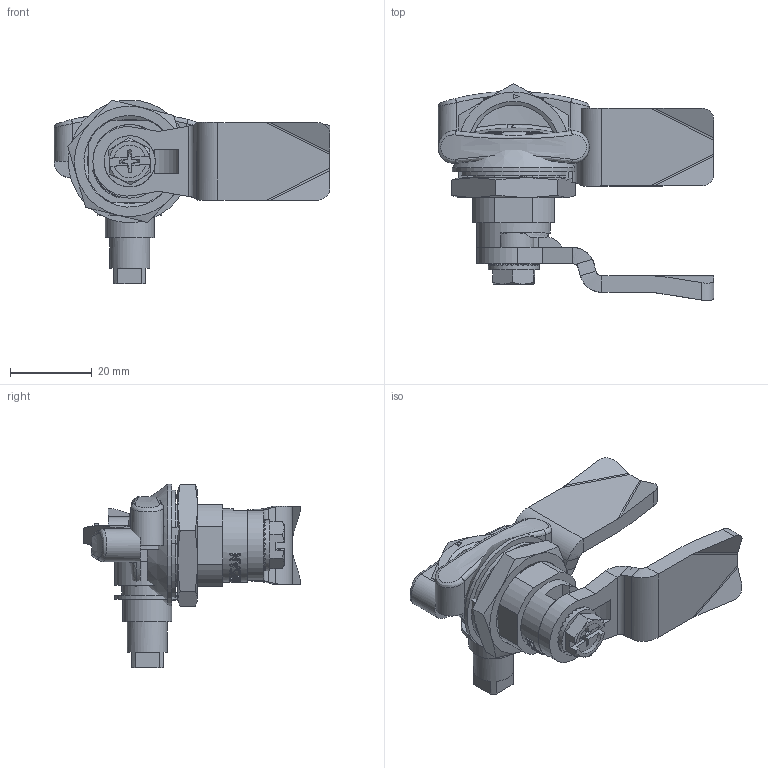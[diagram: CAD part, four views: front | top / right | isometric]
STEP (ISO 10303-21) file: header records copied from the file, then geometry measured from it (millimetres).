
FILE_DESCRIPTION( ( 'STEP AP203' ), '1' );
FILE_NAME( ' ', ' ', ( ' ' ), ( ' ' ), 'PSStep 10.0', ' ', ' ' );
FILE_SCHEMA( ( 'CONFIG_CONTROL_DESIGN' ) );
Length unit declared in the file: millimetre
Products named in the file (7): Assem1; 1; 2; 3; 4; 5; 6
Bounding box: 67.5 x 53.09 x 45 mm (x, y, z)
Volume: 36189.7 mm3; surface area: 25472.9 mm2
Topology: 12 solids, 12 shells, 872 faces, 2192 edges, 1398 vertices
Faces by surface type: plane 480, cylinder 168, bspline 154, cone 46, extrusion 20, torus 4
Full cylindrical faces by diameter (mm): 2.5 x2, 5.1 x2, 6 x2, 9.8 x2, 10 x2, 12 x2, 12.4 x2, 12.5 x2, 15.8 x4, 16 x2, 18 x2, 20.6 x2, 27 x2, 30 x2
Entity records: 18433 total; most frequent: CARTESIAN_POINT 8288, ORIENTED_EDGE 2140, DIRECTION 1842, EDGE_CURVE 1070, VERTEX_POINT 694, AXIS2_PLACEMENT_3D 639, VECTOR 564, LINE 554
